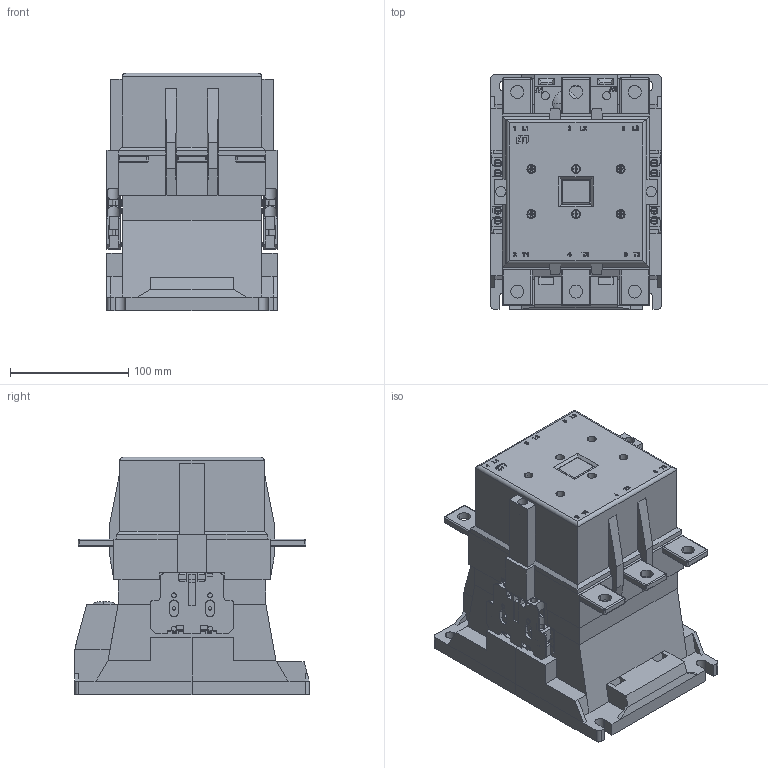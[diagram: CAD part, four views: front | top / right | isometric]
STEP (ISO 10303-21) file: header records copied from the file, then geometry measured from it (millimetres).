
FILE_DESCRIPTION((''),'2;1');
FILE_NAME('12CES_250_ASM','2021-06-08T',('marketing.praksa'),('Audax d.o.o.'),'CREO PARAMETRIC BY PTC INC, 2017480','CREO PARAMETRIC BY PTC INC, 2017480','');
FILE_SCHEMA(('AUTOMOTIVE_DESIGN { 1 0 10303 214 1 1 1 1 }'));
Products named in the file (14): BREP_4_1_2_3_4_5_1_1_1; SCREW3_1_1_1_2; BREP_5_1_2_1_1_1; SCREW3_1_1_1_2_3; CONTA; GREEN; BUTTON; A1; L1; PRT9577; PRT0005ASD; A1-BASE; TTTT; 12CES_250_ASM
Assembly tree (24 placements, depth 2):
  12CES_250_ASM
    BREP_4_1_2_3_4_5_1_1_1
    SCREW3_1_1_1_2  x4
    BREP_5_1_2_1_1_1
    SCREW3_1_1_1_2_3  x4
    CONTA
    GREEN
    BUTTON
    A1
    L1
    PRT9577
    PRT0005ASD
    A1-BASE
    TTTT  x6
Bounding box: 145.17 x 198 x 200.5 mm (x, y, z)
Volume: 3606845.5 mm3; surface area: 254665.7 mm2
Topology: 51 solids, 51 shells, 2063 faces, 5212 edges, 3313 vertices
Faces by surface type: plane 1483, cylinder 370, extrusion 128, torus 28, cone 28, sphere 24, revolution 2
Entity records: 86544 total; most frequent: CARTESIAN_POINT 15256, ORIENTED_EDGE 9144, DIRECTION 8502, PRESENTATION_STYLE_ASSIGNMENT 6541, STYLED_ITEM 6541, CURVE_STYLE 4702, EDGE_CURVE 4572, VECTOR 3686
